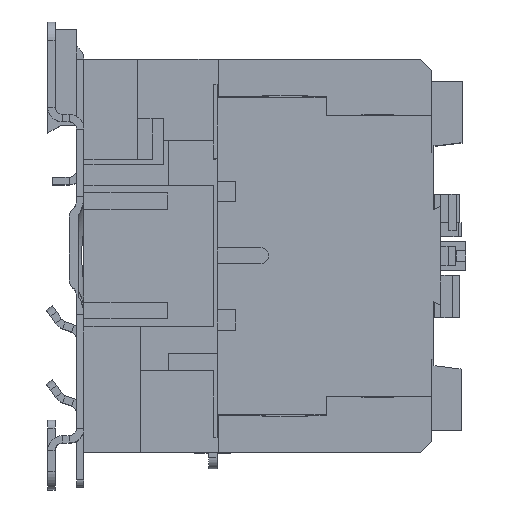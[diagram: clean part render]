
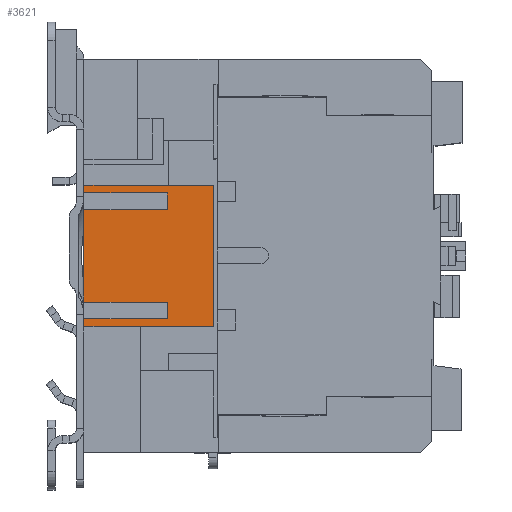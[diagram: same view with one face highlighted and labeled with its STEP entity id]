
A CAD part, top view. The second image highlights one B-rep face of the part: STEP entity #3621.
In plain terms, the highlighted planar face has unit normal (0, 0, 1).
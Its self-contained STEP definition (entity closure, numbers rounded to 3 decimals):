
#8 = CARTESIAN_POINT ( 'NONE',  ( -47.05, -53.1, 37.75 ) ) ;
#432 = DIRECTION ( 'NONE',  ( 0., 1., 0. ) ) ;
#1387 = CARTESIAN_POINT ( 'NONE',  ( -24.55, 17., 37.75 ) ) ;
#1390 = EDGE_CURVE ( 'NONE', #5856, #39053, #21254, .T. ) ;
#1445 = CARTESIAN_POINT ( 'NONE',  ( -24.55, -12.5, 37.75 ) ) ;
#1950 = VERTEX_POINT ( 'NONE', #1387 ) ;
#2124 = EDGE_CURVE ( 'NONE', #20705, #12396, #19268, .T. ) ;
#2152 = CARTESIAN_POINT ( 'NONE',  ( -47.05, -53.1, 37.75 ) ) ;
#3544 = CARTESIAN_POINT ( 'NONE',  ( -47.05, -12.5, 37.75 ) ) ;
#3553 = ORIENTED_EDGE ( 'NONE', *, *, #26826, .F. ) ;
#3619 = VERTEX_POINT ( 'NONE', #4540 ) ;
#3621 = ADVANCED_FACE ( 'NONE', ( #32602 ), #18345, .T. ) ;
#4019 = CARTESIAN_POINT ( 'NONE',  ( -47.05, 19.1, 37.75 ) ) ;
#4061 = CARTESIAN_POINT ( 'NONE',  ( 0., 0., 37.75 ) ) ;
#4540 = CARTESIAN_POINT ( 'NONE',  ( -24.55, -17., 37.75 ) ) ;
#4550 = LINE ( 'NONE', #42571, #32334 ) ;
#4741 = DIRECTION ( 'NONE',  ( 0., 0., 1. ) ) ;
#5179 = VERTEX_POINT ( 'NONE', #3544 ) ;
#5765 = VERTEX_POINT ( 'NONE', #10653 ) ;
#5856 = VERTEX_POINT ( 'NONE', #28091 ) ;
#5884 = ORIENTED_EDGE ( 'NONE', *, *, #1390, .F. ) ;
#6209 = CARTESIAN_POINT ( 'NONE',  ( -47.05, -19.1, 37.75 ) ) ;
#6703 = CARTESIAN_POINT ( 'NONE',  ( -47.05, 12.5, 37.75 ) ) ;
#7785 = EDGE_CURVE ( 'NONE', #12396, #5765, #22330, .T. ) ;
#8147 = ORIENTED_EDGE ( 'NONE', *, *, #23450, .T. ) ;
#8474 = LINE ( 'NONE', #19122, #31836 ) ;
#9213 = VECTOR ( 'NONE', #432, 1000. ) ;
#9293 = CARTESIAN_POINT ( 'NONE',  ( -31.7, -19.1, 37.75 ) ) ;
#10653 = CARTESIAN_POINT ( 'NONE',  ( -47.05, -17., 37.75 ) ) ;
#10721 = AXIS2_PLACEMENT_3D ( 'NONE', #4061, #4741, #17882 ) ;
#11312 = LINE ( 'NONE', #8, #9213 ) ;
#12396 = VERTEX_POINT ( 'NONE', #6209 ) ;
#12401 = LINE ( 'NONE', #43393, #25365 ) ;
#13910 = CARTESIAN_POINT ( 'NONE',  ( -47.05, 17., 37.75 ) ) ;
#13932 = EDGE_CURVE ( 'NONE', #3619, #5765, #12401, .T. ) ;
#14758 = VERTEX_POINT ( 'NONE', #39433 ) ;
#15745 = VECTOR ( 'NONE', #39750, 1000. ) ;
#16030 = VECTOR ( 'NONE', #42868, 1000. ) ;
#16392 = EDGE_CURVE ( 'NONE', #20705, #39053, #8474, .T. ) ;
#17731 = VERTEX_POINT ( 'NONE', #6703 ) ;
#17831 = ORIENTED_EDGE ( 'NONE', *, *, #2124, .F. ) ;
#17882 = DIRECTION ( 'NONE',  ( 1., 0., 0. ) ) ;
#18345 = PLANE ( 'NONE',  #10721 ) ;
#18607 = CARTESIAN_POINT ( 'NONE',  ( -11.95, 19.1, 37.75 ) ) ;
#18639 = LINE ( 'NONE', #25666, #16030 ) ;
#18749 = EDGE_CURVE ( 'NONE', #5179, #19133, #31124, .T. ) ;
#19122 = CARTESIAN_POINT ( 'NONE',  ( -11.95, 46.3, 37.75 ) ) ;
#19133 = VERTEX_POINT ( 'NONE', #1445 ) ;
#19268 = LINE ( 'NONE', #9293, #33355 ) ;
#20245 = VECTOR ( 'NONE', #37666, 1000. ) ;
#20705 = VERTEX_POINT ( 'NONE', #28587 ) ;
#21035 = EDGE_CURVE ( 'NONE', #14758, #17731, #4550, .T. ) ;
#21254 = LINE ( 'NONE', #4019, #21872 ) ;
#21571 = ORIENTED_EDGE ( 'NONE', *, *, #21035, .T. ) ;
#21872 = VECTOR ( 'NONE', #42080, 1000. ) ;
#22330 = LINE ( 'NONE', #2152, #15745 ) ;
#22537 = LINE ( 'NONE', #32246, #34567 ) ;
#22801 = DIRECTION ( 'NONE',  ( -1., 0., 0. ) ) ;
#23450 = EDGE_CURVE ( 'NONE', #1950, #14758, #18639, .T. ) ;
#24031 = ORIENTED_EDGE ( 'NONE', *, *, #7785, .F. ) ;
#24505 = EDGE_CURVE ( 'NONE', #44489, #5856, #11312, .T. ) ;
#25087 = DIRECTION ( 'NONE',  ( 0., -1., 0. ) ) ;
#25365 = VECTOR ( 'NONE', #22801, 1000. ) ;
#25406 = EDGE_CURVE ( 'NONE', #44489, #1950, #22537, .T. ) ;
#25622 = ORIENTED_EDGE ( 'NONE', *, *, #24505, .F. ) ;
#25666 = CARTESIAN_POINT ( 'NONE',  ( -24.55, 17., 37.75 ) ) ;
#26826 = EDGE_CURVE ( 'NONE', #5179, #17731, #34461, .T. ) ;
#27496 = VECTOR ( 'NONE', #25087, 1000. ) ;
#28091 = CARTESIAN_POINT ( 'NONE',  ( -47.05, 19.1, 37.75 ) ) ;
#28371 = ORIENTED_EDGE ( 'NONE', *, *, #13932, .T. ) ;
#28587 = CARTESIAN_POINT ( 'NONE',  ( -11.95, -19.1, 37.75 ) ) ;
#30106 = ORIENTED_EDGE ( 'NONE', *, *, #16392, .T. ) ;
#30747 = VECTOR ( 'NONE', #44700, 1000. ) ;
#30754 = ORIENTED_EDGE ( 'NONE', *, *, #37112, .T. ) ;
#31124 = LINE ( 'NONE', #40641, #30747 ) ;
#31152 = ORIENTED_EDGE ( 'NONE', *, *, #18749, .T. ) ;
#31321 = CARTESIAN_POINT ( 'NONE',  ( -47.05, -53.1, 37.75 ) ) ;
#31412 = LINE ( 'NONE', #35251, #27496 ) ;
#31836 = VECTOR ( 'NONE', #36996, 1000. ) ;
#32246 = CARTESIAN_POINT ( 'NONE',  ( -24.55, 17., 37.75 ) ) ;
#32334 = VECTOR ( 'NONE', #41650, 1000. ) ;
#32602 = FACE_OUTER_BOUND ( 'NONE', #39164, .T. ) ;
#32713 = DIRECTION ( 'NONE',  ( 1., 0., 0. ) ) ;
#33355 = VECTOR ( 'NONE', #37145, 1000. ) ;
#34461 = LINE ( 'NONE', #31321, #20245 ) ;
#34567 = VECTOR ( 'NONE', #32713, 1000. ) ;
#35251 = CARTESIAN_POINT ( 'NONE',  ( -24.55, -17., 37.75 ) ) ;
#36931 = ORIENTED_EDGE ( 'NONE', *, *, #25406, .T. ) ;
#36996 = DIRECTION ( 'NONE',  ( 0., 1., 0. ) ) ;
#37112 = EDGE_CURVE ( 'NONE', #19133, #3619, #31412, .T. ) ;
#37145 = DIRECTION ( 'NONE',  ( -1., 0., 0. ) ) ;
#37666 = DIRECTION ( 'NONE',  ( 0., 1., 0. ) ) ;
#39053 = VERTEX_POINT ( 'NONE', #18607 ) ;
#39164 = EDGE_LOOP ( 'NONE', ( #30106, #5884, #25622, #36931, #8147, #21571, #3553, #31152, #30754, #28371, #24031, #17831 ) ) ;
#39433 = CARTESIAN_POINT ( 'NONE',  ( -24.55, 12.5, 37.75 ) ) ;
#39750 = DIRECTION ( 'NONE',  ( 0., 1., 0. ) ) ;
#40641 = CARTESIAN_POINT ( 'NONE',  ( -24.55, -12.5, 37.75 ) ) ;
#41650 = DIRECTION ( 'NONE',  ( -1., 0., 0. ) ) ;
#42080 = DIRECTION ( 'NONE',  ( 1., 0., 0. ) ) ;
#42571 = CARTESIAN_POINT ( 'NONE',  ( -24.55, 12.5, 37.75 ) ) ;
#42868 = DIRECTION ( 'NONE',  ( 0., -1., 0. ) ) ;
#43393 = CARTESIAN_POINT ( 'NONE',  ( -24.55, -17., 37.75 ) ) ;
#44489 = VERTEX_POINT ( 'NONE', #13910 ) ;
#44700 = DIRECTION ( 'NONE',  ( 1., 0., 0. ) ) ;
